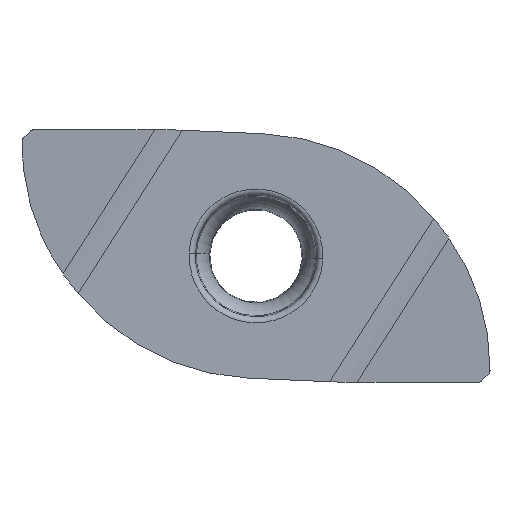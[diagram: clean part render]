
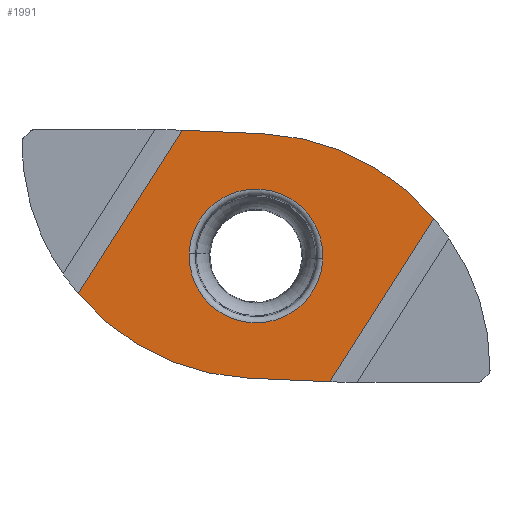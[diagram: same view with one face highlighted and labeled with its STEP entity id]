
A CAD part, top view. The second image highlights one B-rep face of the part: STEP entity #1991.
In plain terms, the highlighted planar face has unit normal (0, 0, 1).
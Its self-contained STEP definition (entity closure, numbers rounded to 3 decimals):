
#16=CARTESIAN_POINT('',(0.,0.,0.));
#17=DIRECTION('',(0.,0.,-1.));
#18=DIRECTION('',(0.999,-0.044,0.));
#19=AXIS2_PLACEMENT_3D('',#16,#17,#18);
#25=CARTESIAN_POINT('',(0.,0.,0.));
#26=DIRECTION('',(0.,0.,-1.));
#27=DIRECTION('',(-0.999,0.044,0.));
#28=AXIS2_PLACEMENT_3D('',#25,#26,#27);
#33=DIRECTION('',(0.999,-0.044,0.));
#34=VECTOR('',#33,2.722);
#35=CARTESIAN_POINT('',(-2.472,4.213,0.));
#36=LINE('',#35,#34);
#40=CARTESIAN_POINT('',(-0.098,-3.765,
0.));
#41=DIRECTION('',(0.,0.,-1.));
#42=DIRECTION('',(0.044,0.999,0.));
#43=AXIS2_PLACEMENT_3D('',#40,#41,#42);
#48=DIRECTION('',(-0.538,-0.843,0.));
#49=VECTOR('',#48,6.484);
#50=CARTESIAN_POINT('',(5.958,1.255,0.));
#51=LINE('',#50,#49);
#55=CARTESIAN_POINT('',(0.098,3.765,0.));
#56=DIRECTION('',(0.,0.,1.));
#57=DIRECTION('',(-0.77,-0.638,0.));
#58=AXIS2_PLACEMENT_3D('',#55,#56,#57);
#63=DIRECTION('',(0.538,0.843,0.));
#64=VECTOR('',#63,6.484);
#65=CARTESIAN_POINT('',(-5.958,-1.255,0.));
#66=LINE('',#65,#64);
#1032=DIRECTION('',(0.999,-0.044,0.));
#1033=VECTOR('',#1032,2.722);
#1034=CARTESIAN_POINT('',(-0.247,-4.093,0.));
#1035=LINE('',#1034,#1033);
#1043=CARTESIAN_POINT('',(2.472,-4.213,0.));
#1855=CARTESIAN_POINT('',(-5.958,-1.255,
0.));
#1856=CARTESIAN_POINT('',(-0.247,-4.093,
0.));
#1857=VERTEX_POINT('',#1855);
#1858=VERTEX_POINT('',#1856);
#1875=CARTESIAN_POINT('',(2.24,-0.098,0.));
#1876=CARTESIAN_POINT('',(-2.24,0.098,0.));
#1877=VERTEX_POINT('',#1875);
#1878=VERTEX_POINT('',#1876);
#1894=VERTEX_POINT('',#1043);
#1897=CARTESIAN_POINT('',(-2.472,4.213,0.));
#1898=CARTESIAN_POINT('',(0.247,4.093,0.));
#1899=VERTEX_POINT('',#1897);
#1900=VERTEX_POINT('',#1898);
#1901=CARTESIAN_POINT('',(5.958,1.255,
0.));
#1902=VERTEX_POINT('',#1901);
#1966=CARTESIAN_POINT('',(-7.832,4.114,0.));
#1967=DIRECTION('',(0.,0.,1.));
#1968=DIRECTION('',(0.999,-0.044,0.));
#1969=AXIS2_PLACEMENT_3D('',#1966,#1967,#1968);
#1970=PLANE('',#1969);
#1972=ORIENTED_EDGE('',*,*,#1971,.T.);
#1974=ORIENTED_EDGE('',*,*,#1973,.T.);
#1976=ORIENTED_EDGE('',*,*,#1975,.T.);
#1978=ORIENTED_EDGE('',*,*,#1977,.F.);
#1980=ORIENTED_EDGE('',*,*,#1979,.F.);
#1982=ORIENTED_EDGE('',*,*,#1981,.T.);
#1983=EDGE_LOOP('',(#1972,#1974,#1976,#1978,#1980,#1982));
#1984=FACE_OUTER_BOUND('',#1983,.F.);
#1986=ORIENTED_EDGE('',*,*,#1985,.F.);
#1988=ORIENTED_EDGE('',*,*,#1987,.F.);
#1989=EDGE_LOOP('',(#1986,#1988));
#1990=FACE_BOUND('',#1989,.F.);
#20=CIRCLE('',#19,2.242);
#29=CIRCLE('',#28,2.242);
#44=CIRCLE('',#43,7.866);
#59=CIRCLE('',#58,7.866);
#1971=EDGE_CURVE('',#1899,#1900,#36,.T.);
#1973=EDGE_CURVE('',#1900,#1902,#44,.T.);
#1975=EDGE_CURVE('',#1902,#1894,#51,.T.);
#1977=EDGE_CURVE('',#1858,#1894,#1035,.T.);
#1979=EDGE_CURVE('',#1857,#1858,#59,.T.);
#1981=EDGE_CURVE('',#1857,#1899,#66,.T.);
#1985=EDGE_CURVE('',#1877,#1878,#20,.T.);
#1987=EDGE_CURVE('',#1878,#1877,#29,.T.);
#1991=ADVANCED_FACE('',(#1984,#1990),#1970,.T.);
